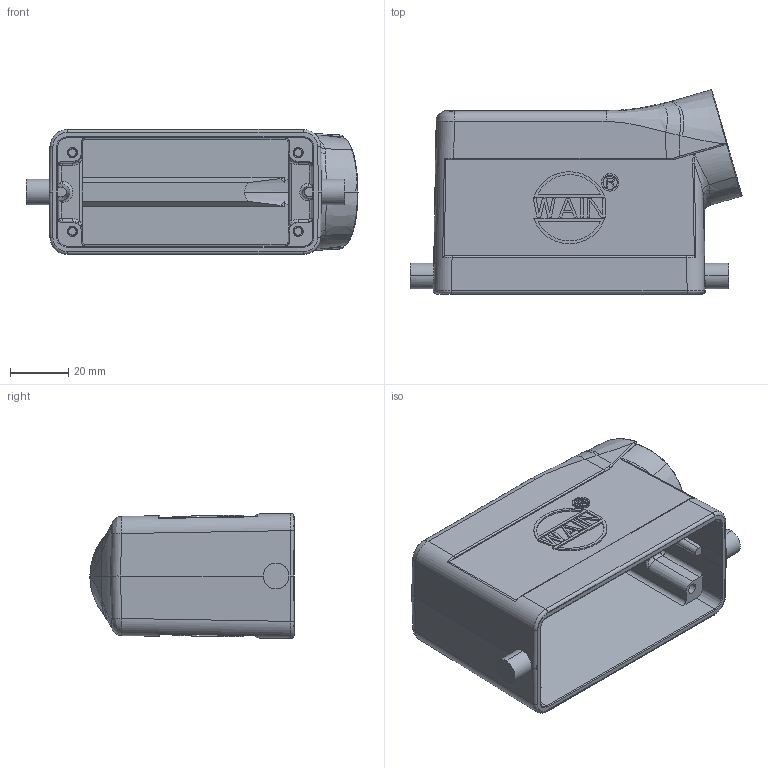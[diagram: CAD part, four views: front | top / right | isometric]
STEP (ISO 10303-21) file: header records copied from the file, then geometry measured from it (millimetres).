
FILE_DESCRIPTION((''),'2;1');
FILE_NAME('3D_1110165151004_H16B-SE-2B-M32','2019-06-25T',('sh.ye'),(''),'PRO/ENGINEER BY PARAMETRIC TECHNOLOGY CORPORATION, 2015240','PRO/ENGINEER BY PARAMETRIC TECHNOLOGY CORPORATION, 2015240','');
FILE_SCHEMA(('AUTOMOTIVE_DESIGN { 1 0 10303 214 1 1 1 1 }'));
Length unit declared in the file: millimetre
Products named in the file (1): 3D_1110165151004_H16B-SE-2B-M32
Bounding box: 114.01 x 70.13 x 42.96 mm (x, y, z)
Volume: 64691.3 mm3; surface area: 40694.4 mm2
Topology: 1 solids, 1 shells, 424 faces, 1061 edges, 672 vertices
Faces by surface type: plane 242, cylinder 79, bspline 36, cone 30, torus 27, extrusion 8, sphere 2
Entity records: 15510 total; most frequent: CARTESIAN_POINT 5624, ORIENTED_EDGE 2118, DIRECTION 1868, EDGE_CURVE 1059, VECTOR 694, LINE 686, VERTEX_POINT 672, AXIS2_PLACEMENT_3D 587
